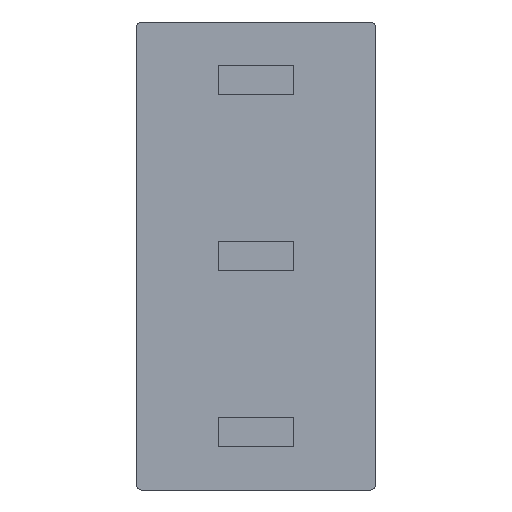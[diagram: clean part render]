
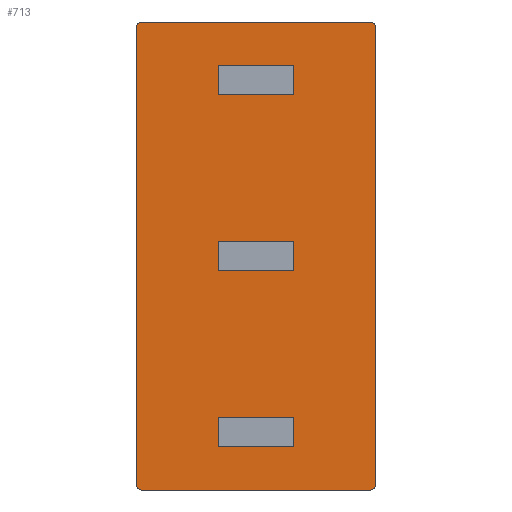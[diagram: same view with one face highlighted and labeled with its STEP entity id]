
A CAD part, front view. The second image highlights one B-rep face of the part: STEP entity #713.
In plain terms, the highlighted planar face has unit normal (0, -1, 0).
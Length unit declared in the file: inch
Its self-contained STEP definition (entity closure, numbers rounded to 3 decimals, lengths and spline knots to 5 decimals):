
#14=CIRCLE($,#747,0.00512);
#16=CIRCLE($,#751,0.00512);
#18=CIRCLE($,#755,0.00512);
#20=CIRCLE($,#759,0.00512);
#37=FACE_BOUND($,#112,.T.);
#38=FACE_BOUND($,#113,.T.);
#39=FACE_BOUND($,#114,.T.);
#40=FACE_BOUND($,#115,.T.);
#112=EDGE_LOOP($,(#617,#618,#619,#620));
#113=EDGE_LOOP($,(#621,#622,#623,#624));
#114=EDGE_LOOP($,(#625,#626,#627,#628));
#115=EDGE_LOOP($,(#629,#630,#631,#632,#633,#634,#635,#636));
#131=LINE($,#975,#219);
#135=LINE($,#982,#223);
#139=LINE($,#990,#227);
#140=LINE($,#992,#228);
#155=LINE($,#1024,#243);
#159=LINE($,#1031,#247);
#163=LINE($,#1039,#251);
#164=LINE($,#1041,#252);
#179=LINE($,#1073,#267);
#183=LINE($,#1080,#271);
#187=LINE($,#1088,#275);
#188=LINE($,#1090,#276);
#193=LINE($,#1105,#281);
#197=LINE($,#1117,#285);
#201=LINE($,#1129,#289);
#204=LINE($,#1138,#292);
#219=VECTOR($,#789,0.079);
#223=VECTOR($,#795,0.031);
#227=VECTOR($,#803,0.031);
#228=VECTOR($,#806,0.079);
#243=VECTOR($,#831,0.079);
#247=VECTOR($,#837,0.031);
#251=VECTOR($,#845,0.031);
#252=VECTOR($,#848,0.079);
#267=VECTOR($,#873,0.079);
#271=VECTOR($,#879,0.031);
#275=VECTOR($,#887,0.031);
#276=VECTOR($,#890,0.079);
#281=VECTOR($,#903,0.24076);
#285=VECTOR($,#915,0.48176);
#289=VECTOR($,#927,0.24076);
#292=VECTOR($,#938,0.48176);
#303=VERTEX_POINT($,#972);
#304=VERTEX_POINT($,#974);
#305=VERTEX_POINT($,#978);
#308=VERTEX_POINT($,#988);
#319=VERTEX_POINT($,#1021);
#320=VERTEX_POINT($,#1023);
#321=VERTEX_POINT($,#1027);
#324=VERTEX_POINT($,#1037);
#335=VERTEX_POINT($,#1070);
#336=VERTEX_POINT($,#1072);
#337=VERTEX_POINT($,#1076);
#340=VERTEX_POINT($,#1086);
#343=VERTEX_POINT($,#1095);
#344=VERTEX_POINT($,#1097);
#346=VERTEX_POINT($,#1103);
#348=VERTEX_POINT($,#1109);
#350=VERTEX_POINT($,#1115);
#352=VERTEX_POINT($,#1121);
#354=VERTEX_POINT($,#1127);
#356=VERTEX_POINT($,#1133);
#371=EDGE_CURVE($,#304,#303,#131,.T.);
#375=EDGE_CURVE($,#305,#304,#135,.T.);
#379=EDGE_CURVE($,#303,#308,#139,.T.);
#380=EDGE_CURVE($,#308,#305,#140,.T.);
#395=EDGE_CURVE($,#320,#319,#155,.T.);
#399=EDGE_CURVE($,#321,#320,#159,.T.);
#403=EDGE_CURVE($,#319,#324,#163,.T.);
#404=EDGE_CURVE($,#324,#321,#164,.T.);
#419=EDGE_CURVE($,#336,#335,#179,.T.);
#423=EDGE_CURVE($,#337,#336,#183,.T.);
#427=EDGE_CURVE($,#335,#340,#187,.T.);
#428=EDGE_CURVE($,#340,#337,#188,.T.);
#431=EDGE_CURVE($,#343,#344,#14,.T.);
#435=EDGE_CURVE($,#346,#343,#193,.T.);
#438=EDGE_CURVE($,#348,#346,#16,.T.);
#441=EDGE_CURVE($,#350,#348,#197,.T.);
#444=EDGE_CURVE($,#352,#350,#18,.T.);
#447=EDGE_CURVE($,#354,#352,#201,.T.);
#450=EDGE_CURVE($,#356,#354,#20,.T.);
#452=EDGE_CURVE($,#344,#356,#204,.T.);
#617=ORIENTED_EDGE($,*,*,#371,.T.);
#618=ORIENTED_EDGE($,*,*,#379,.T.);
#619=ORIENTED_EDGE($,*,*,#380,.T.);
#620=ORIENTED_EDGE($,*,*,#375,.T.);
#621=ORIENTED_EDGE($,*,*,#395,.T.);
#622=ORIENTED_EDGE($,*,*,#403,.T.);
#623=ORIENTED_EDGE($,*,*,#404,.T.);
#624=ORIENTED_EDGE($,*,*,#399,.T.);
#625=ORIENTED_EDGE($,*,*,#419,.T.);
#626=ORIENTED_EDGE($,*,*,#427,.T.);
#627=ORIENTED_EDGE($,*,*,#428,.T.);
#628=ORIENTED_EDGE($,*,*,#423,.T.);
#629=ORIENTED_EDGE($,*,*,#452,.F.);
#630=ORIENTED_EDGE($,*,*,#431,.F.);
#631=ORIENTED_EDGE($,*,*,#435,.F.);
#632=ORIENTED_EDGE($,*,*,#438,.F.);
#633=ORIENTED_EDGE($,*,*,#441,.F.);
#634=ORIENTED_EDGE($,*,*,#444,.F.);
#635=ORIENTED_EDGE($,*,*,#447,.F.);
#636=ORIENTED_EDGE($,*,*,#450,.F.);
#676=PLANE($,#761);
#713=ADVANCED_FACE($,(#37,#38,#39,#40),#676,.F.);
#747=AXIS2_PLACEMENT_3D($,#1098,#896,#897);
#751=AXIS2_PLACEMENT_3D($,#1111,#909,#910);
#755=AXIS2_PLACEMENT_3D($,#1123,#921,#922);
#759=AXIS2_PLACEMENT_3D($,#1135,#933,#934);
#761=AXIS2_PLACEMENT_3D($,#1139,#939,#940);
#789=DIRECTION($,(-1.,0.,0.));
#795=DIRECTION($,(0.,0.,-1.));
#803=DIRECTION($,(0.,0.,1.));
#806=DIRECTION($,(1.,0.,0.));
#831=DIRECTION($,(-1.,0.,0.));
#837=DIRECTION($,(0.,0.,-1.));
#845=DIRECTION($,(0.,0.,1.));
#848=DIRECTION($,(1.,0.,0.));
#873=DIRECTION($,(-1.,0.,0.));
#879=DIRECTION($,(0.,0.,-1.));
#887=DIRECTION($,(0.,0.,1.));
#890=DIRECTION($,(1.,0.,0.));
#896=DIRECTION('center_axis',(0.,1.,0.));
#897=DIRECTION('ref_axis',(0.,0.,-1.));
#903=DIRECTION($,(-1.,0.,0.));
#909=DIRECTION('center_axis',(0.,1.,0.));
#910=DIRECTION('ref_axis',(1.,0.,0.));
#915=DIRECTION($,(0.,0.,-1.));
#921=DIRECTION('center_axis',(0.,1.,0.));
#922=DIRECTION('ref_axis',(0.,0.,1.));
#927=DIRECTION($,(1.,0.,0.));
#933=DIRECTION('center_axis',(0.,1.,0.));
#934=DIRECTION('ref_axis',(-1.,0.,0.));
#938=DIRECTION($,(0.,0.,1.));
#939=DIRECTION('center_axis',(0.,1.,0.));
#940=DIRECTION('ref_axis',(0.,0.,1.));
#972=CARTESIAN_POINT('',(-0.0395,0.,-0.0155));
#974=CARTESIAN_POINT('',(0.0395,0.,-0.0155));
#975=CARTESIAN_POINT($,(0.,0.,-0.0155));
#978=CARTESIAN_POINT('',(0.0395,0.,0.0155));
#982=CARTESIAN_POINT($,(0.0395,0.,0.));
#988=CARTESIAN_POINT('',(-0.0395,0.,0.0155));
#990=CARTESIAN_POINT($,(-0.0395,0.,0.));
#992=CARTESIAN_POINT($,(0.,0.,0.0155));
#1021=CARTESIAN_POINT('',(-0.0395,0.,0.1695));
#1023=CARTESIAN_POINT('',(0.0395,0.,0.1695));
#1024=CARTESIAN_POINT($,(0.,0.,0.1695));
#1027=CARTESIAN_POINT('',(0.0395,0.,0.2005));
#1031=CARTESIAN_POINT($,(0.0395,0.,0.0925));
#1037=CARTESIAN_POINT('',(-0.0395,0.,0.2005));
#1039=CARTESIAN_POINT($,(-0.0395,0.,0.0925));
#1041=CARTESIAN_POINT($,(0.,0.,0.2005));
#1070=CARTESIAN_POINT('',(-0.0395,0.,-0.2005));
#1072=CARTESIAN_POINT('',(0.0395,0.,-0.2005));
#1073=CARTESIAN_POINT($,(0.,0.,-0.2005));
#1076=CARTESIAN_POINT('',(0.0395,0.,-0.1695));
#1080=CARTESIAN_POINT($,(0.0395,0.,-0.0925));
#1086=CARTESIAN_POINT('',(-0.0395,0.,-0.1695));
#1088=CARTESIAN_POINT($,(-0.0395,0.,-0.0925));
#1090=CARTESIAN_POINT($,(0.,0.,-0.1695));
#1095=CARTESIAN_POINT('',(-0.12038,0.,-0.246));
#1097=CARTESIAN_POINT('',(-0.1255,0.,-0.24088));
#1098=CARTESIAN_POINT('Origin',(-0.12038,0.,-0.24088));
#1103=CARTESIAN_POINT('',(0.12038,0.,-0.246));
#1105=CARTESIAN_POINT($,(0.12038,0.,-0.246));
#1109=CARTESIAN_POINT('',(0.1255,0.,-0.24088));
#1111=CARTESIAN_POINT('Origin',(0.12038,0.,-0.24088));
#1115=CARTESIAN_POINT('',(0.1255,0.,0.24088));
#1117=CARTESIAN_POINT($,(0.1255,0.,0.24088));
#1121=CARTESIAN_POINT('',(0.12038,0.,0.246));
#1123=CARTESIAN_POINT('Origin',(0.12038,0.,0.24088));
#1127=CARTESIAN_POINT('',(-0.12038,0.,0.246));
#1129=CARTESIAN_POINT($,(-0.12038,0.,0.246));
#1133=CARTESIAN_POINT('',(-0.1255,0.,0.24088));
#1135=CARTESIAN_POINT('Origin',(-0.12038,0.,0.24088));
#1138=CARTESIAN_POINT($,(-0.1255,0.,-0.24088));
#1139=CARTESIAN_POINT('Origin',(0.,0.,0.));
